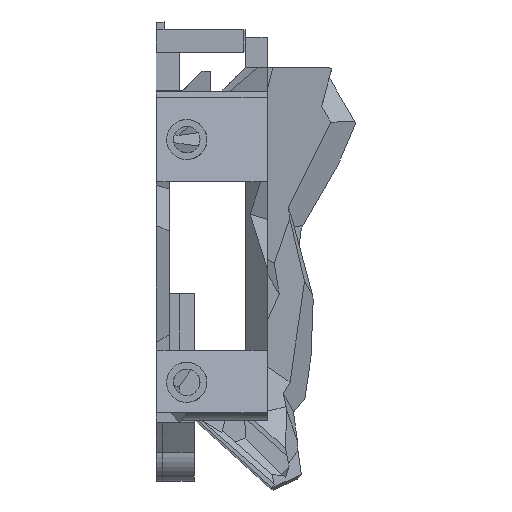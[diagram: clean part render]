
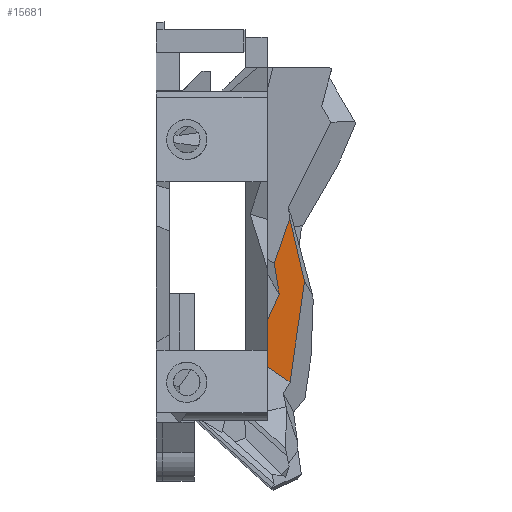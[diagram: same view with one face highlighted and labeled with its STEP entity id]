
A CAD part, left-side view. The second image highlights one B-rep face of the part: STEP entity #15681.
In plain terms, the highlighted planar face has unit normal (-0.947, -0.276, -0.166).
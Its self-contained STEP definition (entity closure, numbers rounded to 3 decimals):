
#1460 = PLANE('',#1461);
#1461 = AXIS2_PLACEMENT_3D('',#1462,#1463,#1464);
#1462 = CARTESIAN_POINT('',(30.335,0.982,
    35.424));
#1463 = DIRECTION('',(0.884,0.451,-0.124));
#1464 = DIRECTION('',(-0.114,-0.05,
    -0.992));
#6227 = PLANE('',#6228);
#6228 = AXIS2_PLACEMENT_3D('',#6229,#6230,#6231);
#6229 = CARTESIAN_POINT('',(28.179,-3.8,
    29.621));
#6230 = DIRECTION('',(0.99,0.108,0.09)
  );
#6231 = DIRECTION('',(0.068,0.19,-0.979)
  );
#6255 = PLANE('',#6256);
#6256 = AXIS2_PLACEMENT_3D('',#6257,#6258,#6259);
#6257 = CARTESIAN_POINT('',(25.873,-3.598,
    50.688));
#6258 = DIRECTION('',(0.997,-0.052,
    0.056));
#6259 = DIRECTION('',(0.056,0.,
    -0.998));
#6576 = VERTEX_POINT('',#6577);
#6577 = CARTESIAN_POINT('',(28.086,2.118,
    23.564));
#6598 = EDGE_CURVE('',#6599,#6576,#6601,.T.);
#6599 = VERTEX_POINT('',#6600);
#6600 = CARTESIAN_POINT('',(30.204,-3.016,
    20.006));
#6601 = SURFACE_CURVE('',#6602,(#6606,#6613),.PCURVE_S1.);
#6602 = LINE('',#6603,#6604);
#6603 = CARTESIAN_POINT('',(25.998,7.182,
    27.072));
#6604 = VECTOR('',#6605,1.);
#6605 = DIRECTION('',(-0.321,0.778,0.539));
#6606 = PCURVE('',#1460,#6607);
#6607 = DEFINITIONAL_REPRESENTATION('',(#6608),#6612);
#6608 = LINE('',#6609,#6610);
#6609 = CARTESIAN_POINT('',(8.474,7.429));
#6610 = VECTOR('',#6611,1.);
#6611 = DIRECTION('',(-0.537,0.843));
#6612 = ( GEOMETRIC_REPRESENTATION_CONTEXT(2) 
PARAMETRIC_REPRESENTATION_CONTEXT() REPRESENTATION_CONTEXT('2D SPACE',''
  ) );
#6613 = PCURVE('',#6614,#6619);
#6614 = PLANE('',#6615);
#6615 = AXIS2_PLACEMENT_3D('',#6616,#6617,#6618);
#6616 = CARTESIAN_POINT('',(25.598,4.27,
    34.215));
#6617 = DIRECTION('',(0.947,0.276,0.165));
#6618 = DIRECTION('',(0.17,0.006,-0.985)
  );
#6619 = DEFINITIONAL_REPRESENTATION('',(#6620),#6624);
#6620 = LINE('',#6621,#6622);
#6621 = CARTESIAN_POINT('',(7.123,2.985));
#6622 = VECTOR('',#6623,1.);
#6623 = DIRECTION('',(-0.582,0.813));
#6624 = ( GEOMETRIC_REPRESENTATION_CONTEXT(2) 
PARAMETRIC_REPRESENTATION_CONTEXT() REPRESENTATION_CONTEXT('2D SPACE',''
  ) );
#6642 = PLANE('',#6643);
#6643 = AXIS2_PLACEMENT_3D('',#6644,#6645,#6646);
#6644 = CARTESIAN_POINT('',(24.,-1.928,
    35.52));
#6645 = DIRECTION('',(0.614,0.766,0.192));
#6646 = DIRECTION('',(-0.298,0.,0.955)
  );
#15211 = VERTEX_POINT('',#15212);
#15212 = CARTESIAN_POINT('',(26.413,-2.979,
    41.635));
#15226 = PLANE('',#15227);
#15227 = AXIS2_PLACEMENT_3D('',#15228,#15229,#15230);
#15228 = CARTESIAN_POINT('',(25.229,0.,61.5));
#15229 = DIRECTION('',(0.408,0.906,-0.112));
#15230 = DIRECTION('',(0.264,0.,0.964)
  );
#15238 = EDGE_CURVE('',#15211,#15239,#15241,.T.);
#15239 = VERTEX_POINT('',#15240);
#15240 = CARTESIAN_POINT('',(26.854,-0.924,
    35.684));
#15241 = SURFACE_CURVE('',#15242,(#15246,#15253),.PCURVE_S1.);
#15242 = LINE('',#15243,#15244);
#15243 = CARTESIAN_POINT('',(26.431,-2.894,
    41.387));
#15244 = VECTOR('',#15245,1.);
#15245 = DIRECTION('',(0.07,0.326,-0.943
    ));
#15246 = PCURVE('',#6255,#15247);
#15247 = DEFINITIONAL_REPRESENTATION('',(#15248),#15252);
#15248 = LINE('',#15249,#15250);
#15249 = CARTESIAN_POINT('',(9.318,0.705));
#15250 = VECTOR('',#15251,1.);
#15251 = DIRECTION('',(0.945,0.326));
#15252 = ( GEOMETRIC_REPRESENTATION_CONTEXT(2) 
PARAMETRIC_REPRESENTATION_CONTEXT() REPRESENTATION_CONTEXT('2D SPACE',''
  ) );
#15253 = PCURVE('',#6614,#15254);
#15254 = DEFINITIONAL_REPRESENTATION('',(#15255),#15259);
#15255 = LINE('',#15256,#15257);
#15256 = CARTESIAN_POINT('',(-6.968,-7.411));
#15257 = VECTOR('',#15258,1.);
#15258 = DIRECTION('',(0.943,0.333));
#15259 = ( GEOMETRIC_REPRESENTATION_CONTEXT(2) 
PARAMETRIC_REPRESENTATION_CONTEXT() REPRESENTATION_CONTEXT('2D SPACE',''
  ) );
#15277 = PLANE('',#15278);
#15278 = AXIS2_PLACEMENT_3D('',#15279,#15280,#15281);
#15279 = CARTESIAN_POINT('',(26.532,-3.809,
    35.156));
#15280 = DIRECTION('',(0.959,-0.151,0.238));
#15281 = DIRECTION('',(0.242,0.007,-0.97
    ));
#15314 = EDGE_CURVE('',#6576,#15315,#15317,.T.);
#15315 = VERTEX_POINT('',#15316);
#15316 = CARTESIAN_POINT('',(27.757,-1.587,
    31.622));
#15317 = SURFACE_CURVE('',#15318,(#15322,#15329),.PCURVE_S1.);
#15318 = LINE('',#15319,#15320);
#15319 = CARTESIAN_POINT('',(27.774,-1.395,
    31.204));
#15320 = VECTOR('',#15321,1.);
#15321 = DIRECTION('',(-0.037,-0.417,
    0.908));
#15322 = PCURVE('',#6227,#15323);
#15323 = DEFINITIONAL_REPRESENTATION('',(#15324),#15328);
#15324 = LINE('',#15325,#15326);
#15325 = CARTESIAN_POINT('',(-1.12,2.683));
#15326 = VECTOR('',#15327,1.);
#15327 = DIRECTION('',(-0.971,-0.238));
#15328 = ( GEOMETRIC_REPRESENTATION_CONTEXT(2) 
PARAMETRIC_REPRESENTATION_CONTEXT() REPRESENTATION_CONTEXT('2D SPACE',''
  ) );
#15329 = PCURVE('',#6614,#15330);
#15330 = DEFINITIONAL_REPRESENTATION('',(#15331),#15335);
#15331 = LINE('',#15332,#15333);
#15332 = CARTESIAN_POINT('',(3.303,-5.915));
#15333 = VECTOR('',#15334,1.);
#15334 = DIRECTION('',(-0.903,-0.429));
#15335 = ( GEOMETRIC_REPRESENTATION_CONTEXT(2) 
PARAMETRIC_REPRESENTATION_CONTEXT() REPRESENTATION_CONTEXT('2D SPACE',''
  ) );
#15567 = EDGE_CURVE('',#15568,#6599,#15570,.T.);
#15568 = VERTEX_POINT('',#15569);
#15569 = CARTESIAN_POINT('',(28.441,-4.922,
    33.269));
#15570 = SURFACE_CURVE('',#15571,(#15575,#15582),.PCURVE_S1.);
#15571 = LINE('',#15572,#15573);
#15572 = CARTESIAN_POINT('',(28.286,-5.089,
    34.431));
#15573 = VECTOR('',#15574,1.);
#15574 = DIRECTION('',(0.13,0.141,-0.981));
#15575 = PCURVE('',#6642,#15576);
#15576 = DEFINITIONAL_REPRESENTATION('',(#15577),#15581);
#15577 = LINE('',#15578,#15579);
#15578 = CARTESIAN_POINT('',(-2.317,4.917));
#15579 = VECTOR('',#15580,1.);
#15580 = DIRECTION('',(-0.976,-0.219));
#15581 = ( GEOMETRIC_REPRESENTATION_CONTEXT(2) 
PARAMETRIC_REPRESENTATION_CONTEXT() REPRESENTATION_CONTEXT('2D SPACE',''
  ) );
#15582 = PCURVE('',#6614,#15583);
#15583 = DEFINITIONAL_REPRESENTATION('',(#15584),#15588);
#15584 = LINE('',#15585,#15586);
#15585 = CARTESIAN_POINT('',(0.189,-9.738));
#15586 = VECTOR('',#15587,1.);
#15587 = DIRECTION('',(0.99,0.141));
#15588 = ( GEOMETRIC_REPRESENTATION_CONTEXT(2) 
PARAMETRIC_REPRESENTATION_CONTEXT() REPRESENTATION_CONTEXT('2D SPACE',''
  ) );
#15681 = ADVANCED_FACE('',(#15682),#6614,.F.);
#15682 = FACE_BOUND('',#15683,.T.);
#15683 = EDGE_LOOP('',(#15684,#15685,#15686,#15707,#15708,#15729));
#15684 = ORIENTED_EDGE('',*,*,#6598,.F.);
#15685 = ORIENTED_EDGE('',*,*,#15567,.F.);
#15686 = ORIENTED_EDGE('',*,*,#15687,.T.);
#15687 = EDGE_CURVE('',#15568,#15211,#15688,.T.);
#15688 = SURFACE_CURVE('',#15689,(#15693,#15700),.PCURVE_S1.);
#15689 = LINE('',#15690,#15691);
#15690 = CARTESIAN_POINT('',(24.746,-1.383,
    48.512));
#15691 = VECTOR('',#15692,1.);
#15692 = DIRECTION('',(-0.23,0.22,0.948));
#15693 = PCURVE('',#6614,#15694);
#15694 = DEFINITIONAL_REPRESENTATION('',(#15695),#15699);
#15695 = LINE('',#15696,#15697);
#15696 = CARTESIAN_POINT('',(-14.267,-5.793));
#15697 = VECTOR('',#15698,1.);
#15698 = DIRECTION('',(-0.972,0.235));
#15699 = ( GEOMETRIC_REPRESENTATION_CONTEXT(2) 
PARAMETRIC_REPRESENTATION_CONTEXT() REPRESENTATION_CONTEXT('2D SPACE',''
  ) );
#15700 = PCURVE('',#15226,#15701);
#15701 = DEFINITIONAL_REPRESENTATION('',(#15702),#15706);
#15702 = LINE('',#15703,#15704);
#15703 = CARTESIAN_POINT('',(-12.654,3.271));
#15704 = VECTOR('',#15705,1.);
#15705 = DIRECTION('',(0.854,-0.521));
#15706 = ( GEOMETRIC_REPRESENTATION_CONTEXT(2) 
PARAMETRIC_REPRESENTATION_CONTEXT() REPRESENTATION_CONTEXT('2D SPACE',''
  ) );
#15707 = ORIENTED_EDGE('',*,*,#15238,.T.);
#15708 = ORIENTED_EDGE('',*,*,#15709,.F.);
#15709 = EDGE_CURVE('',#15315,#15239,#15710,.T.);
#15710 = SURFACE_CURVE('',#15711,(#15715,#15722),.PCURVE_S1.);
#15711 = LINE('',#15712,#15713);
#15712 = CARTESIAN_POINT('',(26.985,-1.02,
    35.094));
#15713 = VECTOR('',#15714,1.);
#15714 = DIRECTION('',(-0.214,0.157,0.964));
#15715 = PCURVE('',#6614,#15716);
#15716 = DEFINITIONAL_REPRESENTATION('',(#15717),#15721);
#15717 = LINE('',#15718,#15719);
#15718 = CARTESIAN_POINT('',(-0.662,-5.5));
#15719 = VECTOR('',#15720,1.);
#15720 = DIRECTION('',(-0.985,0.17));
#15721 = ( GEOMETRIC_REPRESENTATION_CONTEXT(2) 
PARAMETRIC_REPRESENTATION_CONTEXT() REPRESENTATION_CONTEXT('2D SPACE',''
  ) );
#15722 = PCURVE('',#15277,#15723);
#15723 = DEFINITIONAL_REPRESENTATION('',(#15724),#15728);
#15724 = LINE('',#15725,#15726);
#15725 = CARTESIAN_POINT('',(0.189,2.82));
#15726 = VECTOR('',#15727,1.);
#15727 = DIRECTION('',(-0.986,0.166));
#15728 = ( GEOMETRIC_REPRESENTATION_CONTEXT(2) 
PARAMETRIC_REPRESENTATION_CONTEXT() REPRESENTATION_CONTEXT('2D SPACE',''
  ) );
#15729 = ORIENTED_EDGE('',*,*,#15314,.F.);
